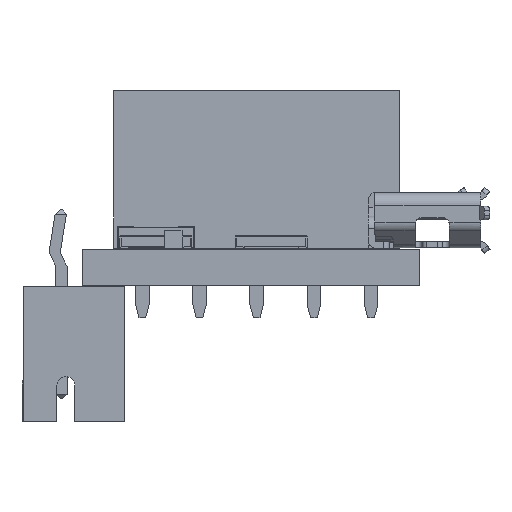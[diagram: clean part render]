
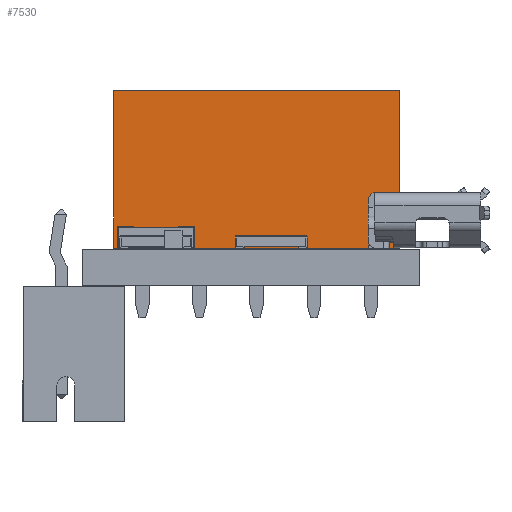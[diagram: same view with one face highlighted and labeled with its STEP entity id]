
A CAD part, left-side view. The second image highlights one B-rep face of the part: STEP entity #7530.
In plain terms, the highlighted planar face has unit normal (-1, 0, 0).
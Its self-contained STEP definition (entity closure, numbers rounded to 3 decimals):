
#5324 = PLANE('',#5325);
#5325 = AXIS2_PLACEMENT_3D('',#5326,#5327,#5328);
#5326 = CARTESIAN_POINT('',(-1.27,-11.43,0.));
#5327 = DIRECTION('',(0.,1.,0.));
#5328 = DIRECTION('',(1.,0.,0.));
#5352 = PLANE('',#5353);
#5353 = AXIS2_PLACEMENT_3D('',#5354,#5355,#5356);
#5354 = CARTESIAN_POINT('',(1.27,-11.43,7.));
#5355 = DIRECTION('',(-0.,0.,-1.));
#5356 = DIRECTION('',(0.,-1.,-0.));
#5380 = PLANE('',#5381);
#5381 = AXIS2_PLACEMENT_3D('',#5382,#5383,#5384);
#5382 = CARTESIAN_POINT('',(1.27,1.27,0.));
#5383 = DIRECTION('',(0.,-1.,0.));
#5384 = DIRECTION('',(-1.,0.,0.));
#5422 = VERTEX_POINT('',#5423);
#5423 = CARTESIAN_POINT('',(-1.27,-11.43,0.));
#5439 = PLANE('',#5440);
#5440 = AXIS2_PLACEMENT_3D('',#5441,#5442,#5443);
#5441 = CARTESIAN_POINT('',(1.27,-11.43,0.));
#5442 = DIRECTION('',(-0.,0.,-1.));
#5443 = DIRECTION('',(0.,-1.,-0.));
#5451 = EDGE_CURVE('',#5422,#5452,#5454,.T.);
#5452 = VERTEX_POINT('',#5453);
#5453 = CARTESIAN_POINT('',(-1.27,-11.43,7.));
#5454 = SURFACE_CURVE('',#5455,(#5459,#5466),.PCURVE_S1.);
#5455 = LINE('',#5456,#5457);
#5456 = CARTESIAN_POINT('',(-1.27,-11.43,0.));
#5457 = VECTOR('',#5458,1.);
#5458 = DIRECTION('',(0.,0.,1.));
#5459 = PCURVE('',#5324,#5460);
#5460 = DEFINITIONAL_REPRESENTATION('',(#5461),#5465);
#5461 = LINE('',#5462,#5463);
#5462 = CARTESIAN_POINT('',(0.,0.));
#5463 = VECTOR('',#5464,1.);
#5464 = DIRECTION('',(0.,-1.));
#5465 = ( GEOMETRIC_REPRESENTATION_CONTEXT(2) 
PARAMETRIC_REPRESENTATION_CONTEXT() REPRESENTATION_CONTEXT('2D SPACE',''
  ) );
#5466 = PCURVE('',#5467,#5472);
#5467 = PLANE('',#5468);
#5468 = AXIS2_PLACEMENT_3D('',#5469,#5470,#5471);
#5469 = CARTESIAN_POINT('',(-1.27,1.27,0.));
#5470 = DIRECTION('',(1.,0.,0.));
#5471 = DIRECTION('',(0.,-1.,0.));
#5472 = DEFINITIONAL_REPRESENTATION('',(#5473),#5477);
#5473 = LINE('',#5474,#5475);
#5474 = CARTESIAN_POINT('',(12.7,0.));
#5475 = VECTOR('',#5476,1.);
#5476 = DIRECTION('',(0.,-1.));
#5477 = ( GEOMETRIC_REPRESENTATION_CONTEXT(2) 
PARAMETRIC_REPRESENTATION_CONTEXT() REPRESENTATION_CONTEXT('2D SPACE',''
  ) );
#5634 = VERTEX_POINT('',#5635);
#5635 = CARTESIAN_POINT('',(-1.27,1.27,7.));
#5656 = EDGE_CURVE('',#5657,#5634,#5659,.T.);
#5657 = VERTEX_POINT('',#5658);
#5658 = CARTESIAN_POINT('',(-1.27,1.27,0.));
#5659 = SURFACE_CURVE('',#5660,(#5664,#5671),.PCURVE_S1.);
#5660 = LINE('',#5661,#5662);
#5661 = CARTESIAN_POINT('',(-1.27,1.27,0.));
#5662 = VECTOR('',#5663,1.);
#5663 = DIRECTION('',(0.,0.,1.));
#5664 = PCURVE('',#5380,#5665);
#5665 = DEFINITIONAL_REPRESENTATION('',(#5666),#5670);
#5666 = LINE('',#5667,#5668);
#5667 = CARTESIAN_POINT('',(2.54,0.));
#5668 = VECTOR('',#5669,1.);
#5669 = DIRECTION('',(0.,-1.));
#5670 = ( GEOMETRIC_REPRESENTATION_CONTEXT(2) 
PARAMETRIC_REPRESENTATION_CONTEXT() REPRESENTATION_CONTEXT('2D SPACE',''
  ) );
#5671 = PCURVE('',#5467,#5672);
#5672 = DEFINITIONAL_REPRESENTATION('',(#5673),#5677);
#5673 = LINE('',#5674,#5675);
#5674 = CARTESIAN_POINT('',(0.,0.));
#5675 = VECTOR('',#5676,1.);
#5676 = DIRECTION('',(0.,-1.));
#5677 = ( GEOMETRIC_REPRESENTATION_CONTEXT(2) 
PARAMETRIC_REPRESENTATION_CONTEXT() REPRESENTATION_CONTEXT('2D SPACE',''
  ) );
#5801 = EDGE_CURVE('',#5634,#5452,#5802,.T.);
#5802 = SURFACE_CURVE('',#5803,(#5807,#5814),.PCURVE_S1.);
#5803 = LINE('',#5804,#5805);
#5804 = CARTESIAN_POINT('',(-1.27,1.27,7.));
#5805 = VECTOR('',#5806,1.);
#5806 = DIRECTION('',(0.,-1.,0.));
#5807 = PCURVE('',#5352,#5808);
#5808 = DEFINITIONAL_REPRESENTATION('',(#5809),#5813);
#5809 = LINE('',#5810,#5811);
#5810 = CARTESIAN_POINT('',(-12.7,2.54));
#5811 = VECTOR('',#5812,1.);
#5812 = DIRECTION('',(1.,0.));
#5813 = ( GEOMETRIC_REPRESENTATION_CONTEXT(2) 
PARAMETRIC_REPRESENTATION_CONTEXT() REPRESENTATION_CONTEXT('2D SPACE',''
  ) );
#5814 = PCURVE('',#5467,#5815);
#5815 = DEFINITIONAL_REPRESENTATION('',(#5816),#5820);
#5816 = LINE('',#5817,#5818);
#5817 = CARTESIAN_POINT('',(0.,-7.));
#5818 = VECTOR('',#5819,1.);
#5819 = DIRECTION('',(1.,0.));
#5820 = ( GEOMETRIC_REPRESENTATION_CONTEXT(2) 
PARAMETRIC_REPRESENTATION_CONTEXT() REPRESENTATION_CONTEXT('2D SPACE',''
  ) );
#6418 = EDGE_CURVE('',#5657,#5422,#6419,.T.);
#6419 = SURFACE_CURVE('',#6420,(#6424,#6431),.PCURVE_S1.);
#6420 = LINE('',#6421,#6422);
#6421 = CARTESIAN_POINT('',(-1.27,1.27,0.));
#6422 = VECTOR('',#6423,1.);
#6423 = DIRECTION('',(0.,-1.,0.));
#6424 = PCURVE('',#5439,#6425);
#6425 = DEFINITIONAL_REPRESENTATION('',(#6426),#6430);
#6426 = LINE('',#6427,#6428);
#6427 = CARTESIAN_POINT('',(-12.7,2.54));
#6428 = VECTOR('',#6429,1.);
#6429 = DIRECTION('',(1.,0.));
#6430 = ( GEOMETRIC_REPRESENTATION_CONTEXT(2) 
PARAMETRIC_REPRESENTATION_CONTEXT() REPRESENTATION_CONTEXT('2D SPACE',''
  ) );
#6431 = PCURVE('',#5467,#6432);
#6432 = DEFINITIONAL_REPRESENTATION('',(#6433),#6437);
#6433 = LINE('',#6434,#6435);
#6434 = CARTESIAN_POINT('',(0.,0.));
#6435 = VECTOR('',#6436,1.);
#6436 = DIRECTION('',(1.,0.));
#6437 = ( GEOMETRIC_REPRESENTATION_CONTEXT(2) 
PARAMETRIC_REPRESENTATION_CONTEXT() REPRESENTATION_CONTEXT('2D SPACE',''
  ) );
#7530 = ADVANCED_FACE('',(#7531),#5467,.F.);
#7531 = FACE_BOUND('',#7532,.F.);
#7532 = EDGE_LOOP('',(#7533,#7534,#7535,#7536));
#7533 = ORIENTED_EDGE('',*,*,#5656,.T.);
#7534 = ORIENTED_EDGE('',*,*,#5801,.T.);
#7535 = ORIENTED_EDGE('',*,*,#5451,.F.);
#7536 = ORIENTED_EDGE('',*,*,#6418,.F.);
